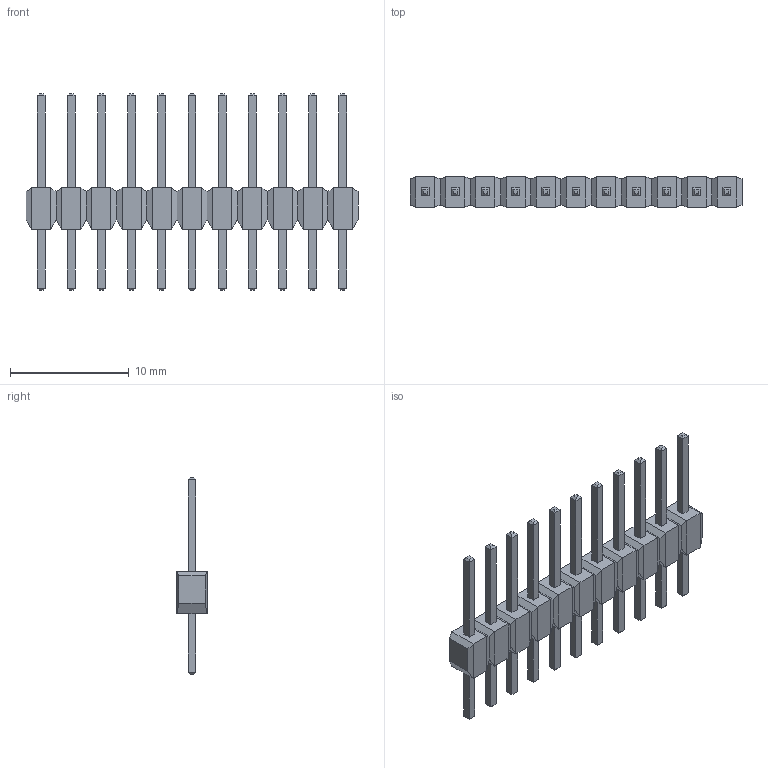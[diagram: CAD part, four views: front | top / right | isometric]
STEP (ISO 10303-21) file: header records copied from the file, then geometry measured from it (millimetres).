
FILE_DESCRIPTION(('STEP AP214'),'1');
FILE_NAME('22-28-4110_MOL','2022-06-30T02:38:10',(''),(''),'','','');
FILE_SCHEMA(('AUTOMOTIVE_DESIGN'));
Length unit declared in the file: millimetre
Products named in the file (1): product
Bounding box: 27.94 x 2.54 x 16.51 mm (x, y, z)
Volume: 292.2 mm3; surface area: 760.8 mm2
Topology: 23 solids, 23 shells, 354 faces, 708 edges, 400 vertices
Faces by surface type: plane 354
Entity records: 8337 total; most frequent: DIRECTION 1418, ORIENTED_EDGE 1416, CARTESIAN_POINT 755, EDGE_CURVE 708, LINE 708, VECTOR 708, VERTEX_POINT 400, AXIS2_PLACEMENT_3D 355
